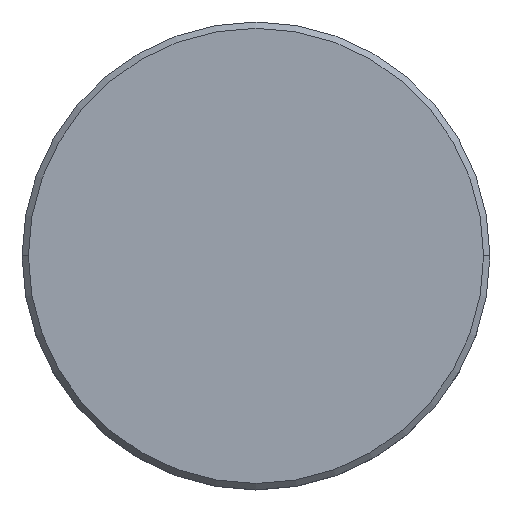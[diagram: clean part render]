
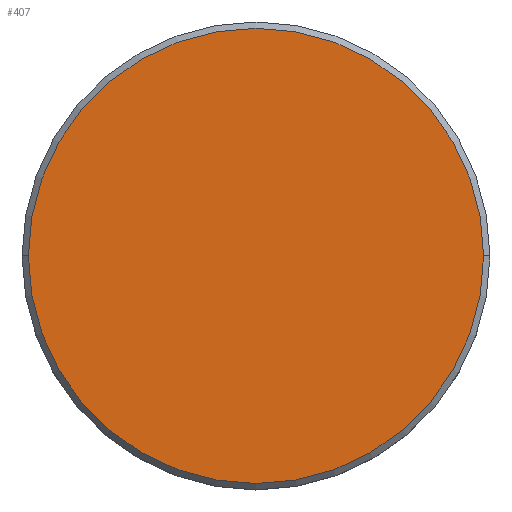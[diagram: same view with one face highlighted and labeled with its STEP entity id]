
A CAD part, top view. The second image highlights one B-rep face of the part: STEP entity #407.
In plain terms, the highlighted planar face has unit normal (0, 0, 1).
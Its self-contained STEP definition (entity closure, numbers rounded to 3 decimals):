
#5 = DIRECTION ( 'NONE',  ( 1., 0., 0. ) ) ;
#8 = FACE_OUTER_BOUND ( 'NONE', #313, .T. ) ;
#45 = DIRECTION ( 'NONE',  ( 0., 0., 1. ) ) ;
#58 = VERTEX_POINT ( 'NONE', #306 ) ;
#62 = CIRCLE ( 'NONE', #387, 18. ) ;
#74 = AXIS2_PLACEMENT_3D ( 'NONE', #75, #45, #171 ) ;
#75 = CARTESIAN_POINT ( 'NONE',  ( 0., 0., 0. ) ) ;
#76 = CARTESIAN_POINT ( 'NONE',  ( 18., 0., 0. ) ) ;
#101 = ORIENTED_EDGE ( 'NONE', *, *, #399, .T. ) ;
#138 = PLANE ( 'NONE',  #341 ) ;
#167 = DIRECTION ( 'NONE',  ( 0., 0., 1. ) ) ;
#171 = DIRECTION ( 'NONE',  ( 1., 0., 0. ) ) ;
#223 = CARTESIAN_POINT ( 'NONE',  ( 0., 0., 0. ) ) ;
#241 = VERTEX_POINT ( 'NONE', #76 ) ;
#253 = CARTESIAN_POINT ( 'NONE',  ( 0., 0., 0. ) ) ;
#282 = DIRECTION ( 'NONE',  ( 0., 0., 1. ) ) ;
#289 = DIRECTION ( 'NONE',  ( 1., 0., 0. ) ) ;
#293 = CIRCLE ( 'NONE', #74, 18. ) ;
#306 = CARTESIAN_POINT ( 'NONE',  ( -18., 0., 0. ) ) ;
#313 = EDGE_LOOP ( 'NONE', ( #408, #101 ) ) ;
#341 = AXIS2_PLACEMENT_3D ( 'NONE', #253, #167, #5 ) ;
#382 = EDGE_CURVE ( 'NONE', #58, #241, #293, .T. ) ;
#387 = AXIS2_PLACEMENT_3D ( 'NONE', #223, #282, #289 ) ;
#399 = EDGE_CURVE ( 'NONE', #241, #58, #62, .T. ) ;
#407 = ADVANCED_FACE ( 'NONE', ( #8 ), #138, .T. ) ;
#408 = ORIENTED_EDGE ( 'NONE', *, *, #382, .T. ) ;
